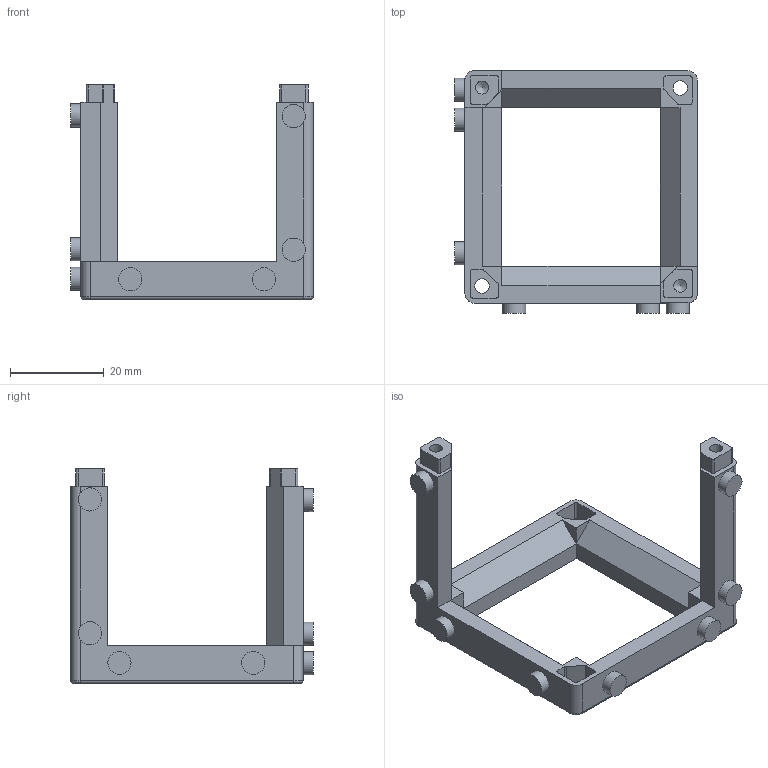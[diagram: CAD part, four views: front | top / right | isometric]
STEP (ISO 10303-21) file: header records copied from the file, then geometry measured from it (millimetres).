
FILE_DESCRIPTION(/* description */ (''),/* implementation_level */ '2;1');
FILE_NAME(/* name */ '10_Cube_1x1_IM_noBPbottom.ipt.step',/* time_stamp */ '2022-11-29T07:55:22+01:00',/* author */ ('diederichbenedict'),/* organization */ (''),/* preprocessor_version */ 'ST-DEVELOPER v18.1',/* originating_system */ 'Autodesk Inventor 2022',/* authorisation */ '');
FILE_SCHEMA (('AUTOMOTIVE_DESIGN { 1 0 10303 214 3 1 1 }'));
Length unit declared in the file: millimetre
Products named in the file (1): 10_Cube_1x1_IM
Bounding box: 51.9 x 51.9 x 45.8 mm (x, y, z)
Volume: 10785.5 mm3; surface area: 9551.8 mm2
Topology: 1 solids, 1 shells, 185 faces, 475 edges, 306 vertices
Faces by surface type: plane 109, cylinder 68, torus 4, cone 4
Full cylindrical faces by diameter (mm): 2.8 x2, 3.1 x4, 4.95 x24, 5.5 x2
Entity records: 5748 total; most frequent: CARTESIAN_POINT 1052, DIRECTION 993, ORIENTED_EDGE 942, EDGE_CURVE 471, AXIS2_PLACEMENT_3D 350, VERTEX_POINT 306, LINE 293, VECTOR 293
